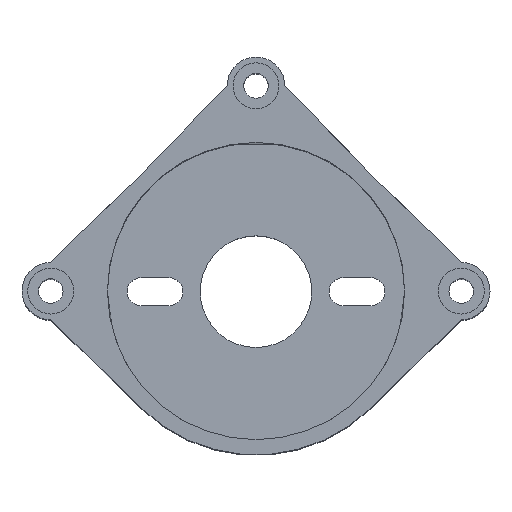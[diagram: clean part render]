
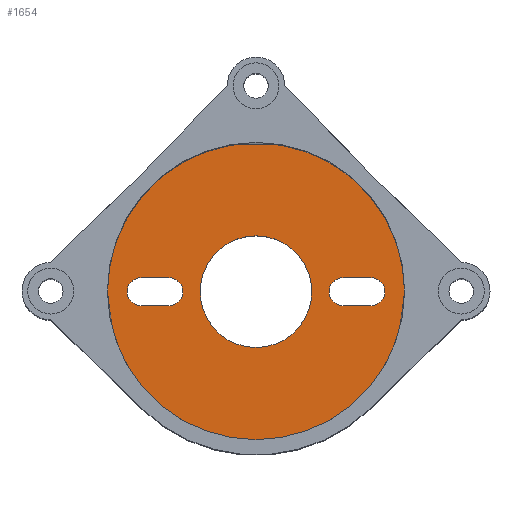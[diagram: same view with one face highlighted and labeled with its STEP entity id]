
A CAD part, top view. The second image highlights one B-rep face of the part: STEP entity #1654.
In plain terms, the highlighted planar face has unit normal (0, 0, 1).
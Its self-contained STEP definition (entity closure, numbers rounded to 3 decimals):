
#80=CARTESIAN_POINT('',(0.,0.,0.));
#81=DIRECTION('',(0.,0.,1.));
#82=DIRECTION('',(-1.,0.,0.));
#83=AXIS2_PLACEMENT_3D('',#80,#81,#82);
#143=CARTESIAN_POINT('',(0.,0.,0.));
#144=DIRECTION('',(0.,0.,1.));
#145=DIRECTION('',(-1.,0.,0.));
#146=AXIS2_PLACEMENT_3D('',#143,#144,#145);
#148=CARTESIAN_POINT('',(0.,0.,0.));
#149=DIRECTION('',(0.,0.,1.));
#150=DIRECTION('',(1.,0.,0.));
#151=AXIS2_PLACEMENT_3D('',#148,#149,#150);
#153=CARTESIAN_POINT('',(10.6,0.,0.));
#154=DIRECTION('',(0.,0.,1.));
#155=DIRECTION('',(0.,1.,0.));
#156=AXIS2_PLACEMENT_3D('',#153,#154,#155);
#158=DIRECTION('',(1.,0.,0.));
#159=VECTOR('',#158,3.4);
#160=CARTESIAN_POINT('',(10.6,-1.7,0.));
#161=LINE('',#160,#159);
#162=CARTESIAN_POINT('',(14.,0.,0.));
#163=DIRECTION('',(0.,0.,1.));
#164=DIRECTION('',(0.,-1.,0.));
#165=AXIS2_PLACEMENT_3D('',#162,#163,#164);
#167=DIRECTION('',(-1.,0.,0.));
#168=VECTOR('',#167,3.4);
#169=CARTESIAN_POINT('',(-10.6,1.7,0.));
#170=LINE('',#169,#168);
#171=CARTESIAN_POINT('',(-14.,0.,0.));
#172=DIRECTION('',(0.,0.,1.));
#173=DIRECTION('',(0.,1.,0.));
#174=AXIS2_PLACEMENT_3D('',#171,#172,#173);
#176=DIRECTION('',(1.,0.,0.));
#177=VECTOR('',#176,3.4);
#178=CARTESIAN_POINT('',(-14.,-1.7,0.));
#179=LINE('',#178,#177);
#180=CARTESIAN_POINT('',(-10.6,0.,0.));
#181=DIRECTION('',(0.,0.,1.));
#182=DIRECTION('',(0.,-1.,0.));
#183=AXIS2_PLACEMENT_3D('',#180,#181,#182);
#488=DIRECTION('',(1.,0.,0.));
#489=VECTOR('',#488,3.4);
#490=CARTESIAN_POINT('',(10.6,1.7,0.));
#491=LINE('',#490,#489);
#616=CARTESIAN_POINT('',(0.,0.,0.));
#617=DIRECTION('',(0.,0.,1.));
#618=DIRECTION('',(1.,0.,0.));
#619=AXIS2_PLACEMENT_3D('',#616,#617,#618);
#1165=CARTESIAN_POINT('',(-6.8,0.,0.));
#1166=CARTESIAN_POINT('',(6.8,0.,0.));
#1167=VERTEX_POINT('',#1165);
#1168=VERTEX_POINT('',#1166);
#1169=CARTESIAN_POINT('',(10.6,1.7,0.));
#1170=CARTESIAN_POINT('',(10.6,-1.7,0.));
#1171=VERTEX_POINT('',#1169);
#1172=VERTEX_POINT('',#1170);
#1173=CARTESIAN_POINT('',(14.,-1.7,0.));
#1174=VERTEX_POINT('',#1173);
#1175=CARTESIAN_POINT('',(14.,1.7,0.));
#1176=VERTEX_POINT('',#1175);
#1177=CARTESIAN_POINT('',(-10.6,1.7,0.));
#1178=CARTESIAN_POINT('',(-14.,1.7,0.));
#1179=VERTEX_POINT('',#1177);
#1180=VERTEX_POINT('',#1178);
#1181=CARTESIAN_POINT('',(-14.,-1.7,0.));
#1182=VERTEX_POINT('',#1181);
#1183=CARTESIAN_POINT('',(-10.6,-1.7,0.));
#1184=VERTEX_POINT('',#1183);
#1189=CARTESIAN_POINT('',(-18.1,0.,0.));
#1190=CARTESIAN_POINT('',(18.1,0.,0.));
#1191=VERTEX_POINT('',#1189);
#1192=VERTEX_POINT('',#1190);
#1618=CARTESIAN_POINT('',(0.,0.,0.));
#1619=DIRECTION('',(0.,0.,-1.));
#1620=DIRECTION('',(-1.,0.,0.));
#1621=AXIS2_PLACEMENT_3D('',#1618,#1619,#1620);
#1622=PLANE('',#1621);
#1623=ORIENTED_EDGE('',*,*,#1578,.F.);
#1625=ORIENTED_EDGE('',*,*,#1624,.F.);
#1626=EDGE_LOOP('',(#1623,#1625));
#1627=FACE_OUTER_BOUND('',#1626,.F.);
#1629=ORIENTED_EDGE('',*,*,#1628,.F.);
#1631=ORIENTED_EDGE('',*,*,#1630,.T.);
#1633=ORIENTED_EDGE('',*,*,#1632,.T.);
#1635=ORIENTED_EDGE('',*,*,#1634,.T.);
#1636=EDGE_LOOP('',(#1629,#1631,#1633,#1635));
#1637=FACE_BOUND('',#1636,.F.);
#1639=ORIENTED_EDGE('',*,*,#1638,.T.);
#1641=ORIENTED_EDGE('',*,*,#1640,.T.);
#1643=ORIENTED_EDGE('',*,*,#1642,.T.);
#1645=ORIENTED_EDGE('',*,*,#1644,.T.);
#1646=EDGE_LOOP('',(#1639,#1641,#1643,#1645));
#1647=FACE_BOUND('',#1646,.F.);
#1649=ORIENTED_EDGE('',*,*,#1648,.T.);
#1651=ORIENTED_EDGE('',*,*,#1650,.T.);
#1652=EDGE_LOOP('',(#1649,#1651));
#1653=FACE_BOUND('',#1652,.F.);
#1654=ADVANCED_FACE('',(#1627,#1637,#1647,#1653),#1622,.F.);
#84=CIRCLE('',#83,18.1);
#147=CIRCLE('',#146,6.8);
#152=CIRCLE('',#151,6.8);
#157=CIRCLE('',#156,1.7);
#166=CIRCLE('',#165,1.7);
#175=CIRCLE('',#174,1.7);
#184=CIRCLE('',#183,1.7);
#620=CIRCLE('',#619,18.1);
#1578=EDGE_CURVE('',#1191,#1192,#84,.T.);
#1624=EDGE_CURVE('',#1192,#1191,#620,.T.);
#1628=EDGE_CURVE('',#1171,#1176,#491,.T.);
#1630=EDGE_CURVE('',#1171,#1172,#157,.T.);
#1632=EDGE_CURVE('',#1172,#1174,#161,.T.);
#1634=EDGE_CURVE('',#1174,#1176,#166,.T.);
#1638=EDGE_CURVE('',#1179,#1180,#170,.T.);
#1640=EDGE_CURVE('',#1180,#1182,#175,.T.);
#1642=EDGE_CURVE('',#1182,#1184,#179,.T.);
#1644=EDGE_CURVE('',#1184,#1179,#184,.T.);
#1648=EDGE_CURVE('',#1167,#1168,#147,.T.);
#1650=EDGE_CURVE('',#1168,#1167,#152,.T.);
